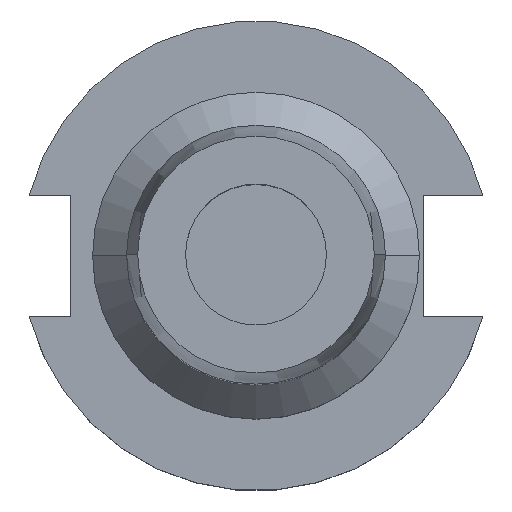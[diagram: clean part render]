
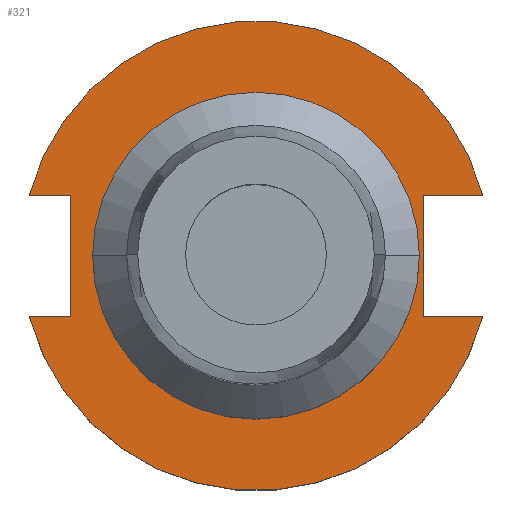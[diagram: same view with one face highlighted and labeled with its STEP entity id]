
A CAD part, top view. The second image highlights one B-rep face of the part: STEP entity #321.
In plain terms, the highlighted planar face has unit normal (0, 0, 1).
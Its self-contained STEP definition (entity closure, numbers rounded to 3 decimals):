
#7 = VECTOR ( 'NONE', #8, 1000. ) ;
#8 = DIRECTION ( 'NONE',  ( -1., 0., 0. ) ) ;
#13 = ORIENTED_EDGE ( 'NONE', *, *, #1579, .F. ) ;
#30 = DIRECTION ( 'NONE',  ( 1., 0., 0. ) ) ;
#32 = AXIS2_PLACEMENT_3D ( 'NONE', #464, #989, #79 ) ;
#40 = CIRCLE ( 'NONE', #934, 31.75 ) ;
#43 = VERTEX_POINT ( 'NONE', #866 ) ;
#54 = AXIS2_PLACEMENT_3D ( 'NONE', #1546, #661, #1413 ) ;
#56 = VECTOR ( 'NONE', #1194, 1000. ) ;
#59 = VERTEX_POINT ( 'NONE', #1381 ) ;
#79 = DIRECTION ( 'NONE',  ( -1., 0., 0. ) ) ;
#133 = EDGE_CURVE ( 'NONE', #136, #59, #1224, .T. ) ;
#136 = VERTEX_POINT ( 'NONE', #147 ) ;
#147 = CARTESIAN_POINT ( 'NONE',  ( -30.675, -8.191, 19.05 ) ) ;
#172 = VERTEX_POINT ( 'NONE', #266 ) ;
#177 = EDGE_CURVE ( 'NONE', #829, #1332, #347, .T. ) ;
#188 = FACE_BOUND ( 'NONE', #192, .T. ) ;
#192 = EDGE_LOOP ( 'NONE', ( #13, #872 ) ) ;
#238 = EDGE_CURVE ( 'NONE', #829, #1531, #40, .T. ) ;
#241 = CARTESIAN_POINT ( 'NONE',  ( 0., 0., 19.05 ) ) ;
#266 = CARTESIAN_POINT ( 'NONE',  ( -22.1, 0., 19.05 ) ) ;
#267 = CARTESIAN_POINT ( 'NONE',  ( 22.606, 8.191, 19.05 ) ) ;
#278 = VECTOR ( 'NONE', #594, 1000. ) ;
#321 = ADVANCED_FACE ( 'NONE', ( #188, #1491 ), #599, .F. ) ;
#347 = LINE ( 'NONE', #1538, #7 ) ;
#380 = CARTESIAN_POINT ( 'NONE',  ( 0., 0., 19.05 ) ) ;
#442 = CARTESIAN_POINT ( 'NONE',  ( -25.091, 8.191, 19.05 ) ) ;
#464 = CARTESIAN_POINT ( 'NONE',  ( 0., 22.1, 19.05 ) ) ;
#466 = CARTESIAN_POINT ( 'NONE',  ( 22.606, 22.1, 19.05 ) ) ;
#491 = CARTESIAN_POINT ( 'NONE',  ( -30.675, 8.191, 19.05 ) ) ;
#499 = DIRECTION ( 'NONE',  ( 1., 0., 0. ) ) ;
#514 = DIRECTION ( 'NONE',  ( 1., 0., 0. ) ) ;
#542 = VECTOR ( 'NONE', #1567, 1000. ) ;
#558 = ORIENTED_EDGE ( 'NONE', *, *, #685, .T. ) ;
#577 = LINE ( 'NONE', #1071, #542 ) ;
#594 = DIRECTION ( 'NONE',  ( 0., 1., 0. ) ) ;
#599 = PLANE ( 'NONE',  #32 ) ;
#600 = EDGE_CURVE ( 'NONE', #1456, #1332, #1296, .T. ) ;
#622 = ORIENTED_EDGE ( 'NONE', *, *, #177, .F. ) ;
#661 = DIRECTION ( 'NONE',  ( 0., 0., 1. ) ) ;
#685 = EDGE_CURVE ( 'NONE', #1116, #43, #1589, .T. ) ;
#700 = CARTESIAN_POINT ( 'NONE',  ( 0., -8.191, 19.05 ) ) ;
#713 = LINE ( 'NONE', #700, #1019 ) ;
#722 = CARTESIAN_POINT ( 'NONE',  ( 30.675, 8.191, 19.05 ) ) ;
#741 = CARTESIAN_POINT ( 'NONE',  ( -25.091, 8.191, 19.05 ) ) ;
#808 = CARTESIAN_POINT ( 'NONE',  ( 22.606, -8.191, 19.05 ) ) ;
#809 = DIRECTION ( 'NONE',  ( 0., 0., 1. ) ) ;
#829 = VERTEX_POINT ( 'NONE', #722 ) ;
#866 = CARTESIAN_POINT ( 'NONE',  ( -25.091, -8.191, 19.05 ) ) ;
#872 = ORIENTED_EDGE ( 'NONE', *, *, #972, .F. ) ;
#896 = EDGE_LOOP ( 'NONE', ( #558, #1620, #1536, #1526, #981, #622, #1014, #1142 ) ) ;
#934 = AXIS2_PLACEMENT_3D ( 'NONE', #241, #1024, #1263 ) ;
#972 = EDGE_CURVE ( 'NONE', #172, #1566, #1292, .T. ) ;
#981 = ORIENTED_EDGE ( 'NONE', *, *, #600, .T. ) ;
#989 = DIRECTION ( 'NONE',  ( 0., 0., -1. ) ) ;
#1014 = ORIENTED_EDGE ( 'NONE', *, *, #238, .T. ) ;
#1016 = EDGE_CURVE ( 'NONE', #1531, #1116, #577, .T. ) ;
#1019 = VECTOR ( 'NONE', #499, 1000. ) ;
#1024 = DIRECTION ( 'NONE',  ( 0., 0., 1. ) ) ;
#1070 = CARTESIAN_POINT ( 'NONE',  ( -61.091, -8.191, 19.05 ) ) ;
#1071 = CARTESIAN_POINT ( 'NONE',  ( -61.091, 8.191, 19.05 ) ) ;
#1089 = LINE ( 'NONE', #1070, #56 ) ;
#1116 = VERTEX_POINT ( 'NONE', #442 ) ;
#1138 = EDGE_CURVE ( 'NONE', #1456, #59, #713, .T. ) ;
#1142 = ORIENTED_EDGE ( 'NONE', *, *, #1016, .T. ) ;
#1194 = DIRECTION ( 'NONE',  ( 1., 0., 0. ) ) ;
#1224 = CIRCLE ( 'NONE', #54, 31.75 ) ;
#1254 = DIRECTION ( 'NONE',  ( 0., -1., 0. ) ) ;
#1263 = DIRECTION ( 'NONE',  ( 1., 0., 0. ) ) ;
#1276 = DIRECTION ( 'NONE',  ( 0., 0., 1. ) ) ;
#1292 = CIRCLE ( 'NONE', #1498, 22.1 ) ;
#1296 = LINE ( 'NONE', #466, #278 ) ;
#1332 = VERTEX_POINT ( 'NONE', #267 ) ;
#1381 = CARTESIAN_POINT ( 'NONE',  ( 30.675, -8.191, 19.05 ) ) ;
#1413 = DIRECTION ( 'NONE',  ( 1., 0., 0. ) ) ;
#1456 = VERTEX_POINT ( 'NONE', #808 ) ;
#1464 = EDGE_CURVE ( 'NONE', #136, #43, #1089, .T. ) ;
#1491 = FACE_OUTER_BOUND ( 'NONE', #896, .T. ) ;
#1498 = AXIS2_PLACEMENT_3D ( 'NONE', #1562, #809, #30 ) ;
#1503 = VECTOR ( 'NONE', #1254, 1000. ) ;
#1526 = ORIENTED_EDGE ( 'NONE', *, *, #1138, .F. ) ;
#1531 = VERTEX_POINT ( 'NONE', #491 ) ;
#1536 = ORIENTED_EDGE ( 'NONE', *, *, #133, .T. ) ;
#1538 = CARTESIAN_POINT ( 'NONE',  ( 0., 8.191, 19.05 ) ) ;
#1546 = CARTESIAN_POINT ( 'NONE',  ( 0., 0., 19.05 ) ) ;
#1562 = CARTESIAN_POINT ( 'NONE',  ( 0., 0., 19.05 ) ) ;
#1563 = CIRCLE ( 'NONE', #1613, 22.1 ) ;
#1566 = VERTEX_POINT ( 'NONE', #1642 ) ;
#1567 = DIRECTION ( 'NONE',  ( 1., 0., 0. ) ) ;
#1579 = EDGE_CURVE ( 'NONE', #1566, #172, #1563, .T. ) ;
#1589 = LINE ( 'NONE', #741, #1503 ) ;
#1613 = AXIS2_PLACEMENT_3D ( 'NONE', #380, #1276, #514 ) ;
#1620 = ORIENTED_EDGE ( 'NONE', *, *, #1464, .F. ) ;
#1642 = CARTESIAN_POINT ( 'NONE',  ( 22.1, 0., 19.05 ) ) ;
